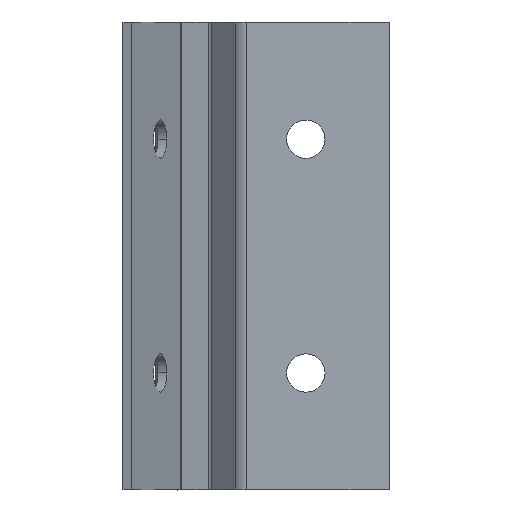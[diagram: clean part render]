
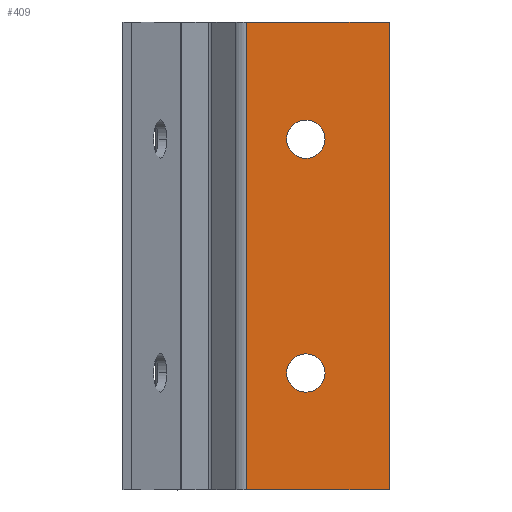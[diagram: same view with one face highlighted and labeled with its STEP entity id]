
A CAD part, top view. The second image highlights one B-rep face of the part: STEP entity #409.
In plain terms, the highlighted planar face has unit normal (0, 0, 1).
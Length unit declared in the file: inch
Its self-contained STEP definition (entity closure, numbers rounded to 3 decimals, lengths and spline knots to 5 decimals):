
#5 = ORIENTED_EDGE ( 'NONE', *, *, #446, .F. ) ;
#9 = ORIENTED_EDGE ( 'NONE', *, *, #1065, .F. ) ;
#10 = ORIENTED_EDGE ( 'NONE', *, *, #1042, .F. ) ;
#14 = ORIENTED_EDGE ( 'NONE', *, *, #1067, .T. ) ;
#17 = ORIENTED_EDGE ( 'NONE', *, *, #1066, .F. ) ;
#24 = ORIENTED_EDGE ( 'NONE', *, *, #1052, .T. ) ;
#39 = ORIENTED_EDGE ( 'NONE', *, *, #1044, .F. ) ;
#44 = VECTOR ( 'NONE', #524, 39.37008 ) ;
#46 = CIRCLE ( 'NONE', #606, 0.082 ) ;
#55 = CIRCLE ( 'NONE', #616, 0.082 ) ;
#101 = ORIENTED_EDGE ( 'NONE', *, *, #1069, .F. ) ;
#145 = VECTOR ( 'NONE', #563, 39.37008 ) ;
#147 = LINE ( 'NONE', #586, #44 ) ;
#164 = VERTEX_POINT ( 'NONE', #944 ) ;
#167 = VERTEX_POINT ( 'NONE', #932 ) ;
#190 = VERTEX_POINT ( 'NONE', #925 ) ;
#212 = CIRCLE ( 'NONE', #605, 0.082 ) ;
#248 = LINE ( 'NONE', #533, #277 ) ;
#252 = LINE ( 'NONE', #557, #268 ) ;
#258 = FACE_BOUND ( 'NONE', #1099, .T. ) ;
#266 = FACE_OUTER_BOUND ( 'NONE', #1172, .T. ) ;
#268 = VECTOR ( 'NONE', #570, 39.37008 ) ;
#277 = VECTOR ( 'NONE', #572, 39.37008 ) ;
#278 = CIRCLE ( 'NONE', #502, 0.082 ) ;
#298 = VERTEX_POINT ( 'NONE', #912 ) ;
#309 = VERTEX_POINT ( 'NONE', #910 ) ;
#346 = FACE_BOUND ( 'NONE', #1163, .T. ) ;
#354 = LINE ( 'NONE', #534, #145 ) ;
#359 = VERTEX_POINT ( 'NONE', #893 ) ;
#380 = VERTEX_POINT ( 'NONE', #875 ) ;
#384 = VERTEX_POINT ( 'NONE', #878 ) ;
#409 = ADVANCED_FACE ( 'NONE', ( #258, #346, #266 ), #824, .F. ) ;
#446 = EDGE_CURVE ( 'NONE', #359, #309, #278, .T. ) ;
#481 = AXIS2_PLACEMENT_3D ( 'NONE', #826, #832, #806 ) ;
#502 = AXIS2_PLACEMENT_3D ( 'NONE', #773, #772, #770 ) ;
#524 = DIRECTION ( 'NONE',  ( 0., -1., 0. ) ) ;
#533 = CARTESIAN_POINT ( 'NONE',  ( 0.23955, -1., 0.04 ) ) ;
#534 = CARTESIAN_POINT ( 'NONE',  ( 0.23955, 1., 0.04 ) ) ;
#557 = CARTESIAN_POINT ( 'NONE',  ( 0.23955, 1., 0.04 ) ) ;
#563 = DIRECTION ( 'NONE',  ( 0., -1., 0. ) ) ;
#569 = CARTESIAN_POINT ( 'NONE',  ( 0.49236, 0.5, 0.04 ) ) ;
#570 = DIRECTION ( 'NONE',  ( 1., 0., 0. ) ) ;
#572 = DIRECTION ( 'NONE',  ( 1., 0., 0. ) ) ;
#575 = DIRECTION ( 'NONE',  ( 0., 0., 1. ) ) ;
#579 = DIRECTION ( 'NONE',  ( 1., 0., 0. ) ) ;
#586 = CARTESIAN_POINT ( 'NONE',  ( 0.84836, 1., 0.04 ) ) ;
#605 = AXIS2_PLACEMENT_3D ( 'NONE', #569, #575, #579 ) ;
#606 = AXIS2_PLACEMENT_3D ( 'NONE', #1000, #972, #1007 ) ;
#616 = AXIS2_PLACEMENT_3D ( 'NONE', #981, #1008, #1020 ) ;
#770 = DIRECTION ( 'NONE',  ( 1., 0., 0. ) ) ;
#772 = DIRECTION ( 'NONE',  ( 0., 0., 1. ) ) ;
#773 = CARTESIAN_POINT ( 'NONE',  ( 0.49236, 0.5, 0.04 ) ) ;
#806 = DIRECTION ( 'NONE',  ( -1., 0., 0. ) ) ;
#824 = PLANE ( 'NONE',  #481 ) ;
#826 = CARTESIAN_POINT ( 'NONE',  ( 0.23955, 1., 0.04 ) ) ;
#832 = DIRECTION ( 'NONE',  ( 0., 0., -1. ) ) ;
#875 = CARTESIAN_POINT ( 'NONE',  ( 0.57436, -0.5, 0.04 ) ) ;
#878 = CARTESIAN_POINT ( 'NONE',  ( 0.84836, -1., 0.04 ) ) ;
#893 = CARTESIAN_POINT ( 'NONE',  ( 0.41036, 0.5, 0.04 ) ) ;
#910 = CARTESIAN_POINT ( 'NONE',  ( 0.57436, 0.5, 0.04 ) ) ;
#912 = CARTESIAN_POINT ( 'NONE',  ( 0.84836, 1., 0.04 ) ) ;
#925 = CARTESIAN_POINT ( 'NONE',  ( 0.23955, 1., 0.04 ) ) ;
#932 = CARTESIAN_POINT ( 'NONE',  ( 0.41036, -0.5, 0.04 ) ) ;
#944 = CARTESIAN_POINT ( 'NONE',  ( 0.23955, -1., 0.04 ) ) ;
#972 = DIRECTION ( 'NONE',  ( 0., 0., 1. ) ) ;
#981 = CARTESIAN_POINT ( 'NONE',  ( 0.49236, -0.5, 0.04 ) ) ;
#1000 = CARTESIAN_POINT ( 'NONE',  ( 0.49236, -0.5, 0.04 ) ) ;
#1007 = DIRECTION ( 'NONE',  ( 1., 0., 0. ) ) ;
#1008 = DIRECTION ( 'NONE',  ( 0., 0., 1. ) ) ;
#1020 = DIRECTION ( 'NONE',  ( 1., 0., 0. ) ) ;
#1042 = EDGE_CURVE ( 'NONE', #298, #384, #147, .T. ) ;
#1044 = EDGE_CURVE ( 'NONE', #190, #298, #252, .T. ) ;
#1052 = EDGE_CURVE ( 'NONE', #190, #164, #354, .T. ) ;
#1065 = EDGE_CURVE ( 'NONE', #309, #359, #212, .T. ) ;
#1066 = EDGE_CURVE ( 'NONE', #167, #380, #46, .T. ) ;
#1067 = EDGE_CURVE ( 'NONE', #164, #384, #248, .T. ) ;
#1069 = EDGE_CURVE ( 'NONE', #380, #167, #55, .T. ) ;
#1099 = EDGE_LOOP ( 'NONE', ( #101, #17 ) ) ;
#1163 = EDGE_LOOP ( 'NONE', ( #9, #5 ) ) ;
#1172 = EDGE_LOOP ( 'NONE', ( #14, #10, #39, #24 ) ) ;
